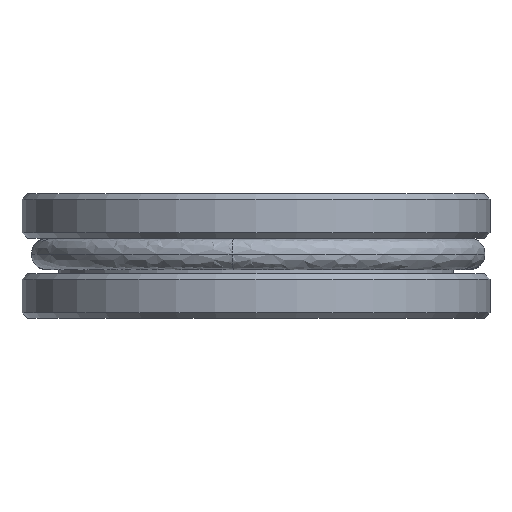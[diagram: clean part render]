
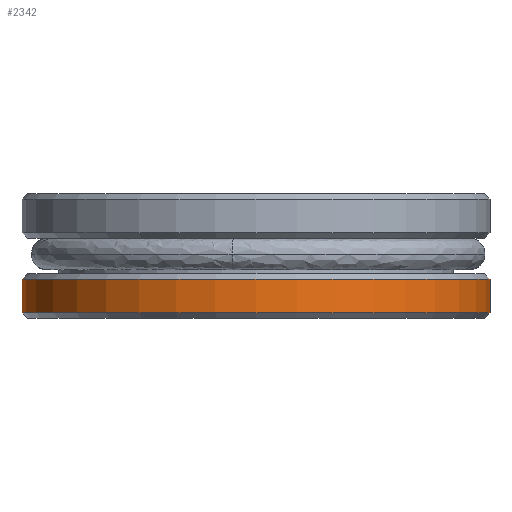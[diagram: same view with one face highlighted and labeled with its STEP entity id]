
A CAD part, front view. The second image highlights one B-rep face of the part: STEP entity #2342.
In plain terms, the highlighted cylindrical face has radius 13.145 mm (diameter 26.29 mm), a partial arc.
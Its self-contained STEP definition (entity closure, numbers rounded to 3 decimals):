
#696 = VECTOR ( 'NONE', #7774, 1000. ) ;
#1559 = AXIS2_PLACEMENT_3D ( 'NONE', #2900, #6387, #5020 ) ;
#1600 = DIRECTION ( 'NONE',  ( 0., 0., -1. ) ) ;
#1979 = VERTEX_POINT ( 'NONE', #2806 ) ;
#2342 = ADVANCED_FACE ( 'NONE', ( #7406 ), #8091, .T. ) ;
#2380 = VERTEX_POINT ( 'NONE', #9172 ) ;
#2806 = CARTESIAN_POINT ( 'NONE',  ( -14.017, -1.299, -7.225 ) ) ;
#2900 = CARTESIAN_POINT ( 'NONE',  ( -0.872, -1.299, -9.125 ) ) ;
#3361 = LINE ( 'NONE', #10264, #8286 ) ;
#3556 = ORIENTED_EDGE ( 'NONE', *, *, #5806, .T. ) ;
#3733 = AXIS2_PLACEMENT_3D ( 'NONE', #10894, #4837, #9908 ) ;
#4194 = CARTESIAN_POINT ( 'NONE',  ( -14.017, -1.299, -2.425 ) ) ;
#4439 = DIRECTION ( 'NONE',  ( 0., 0., -1. ) ) ;
#4837 = DIRECTION ( 'NONE',  ( 0., 0., -1. ) ) ;
#5020 = DIRECTION ( 'NONE',  ( 1., 0., 0. ) ) ;
#5555 = CARTESIAN_POINT ( 'NONE',  ( -14.017, -1.299, -9.125 ) ) ;
#5806 = EDGE_CURVE ( 'NONE', #1979, #10657, #5900, .T. ) ;
#5900 = LINE ( 'NONE', #4194, #696 ) ;
#5948 = EDGE_LOOP ( 'NONE', ( #10674, #10305, #3556, #8169 ) ) ;
#6267 = AXIS2_PLACEMENT_3D ( 'NONE', #6995, #4439, #9450 ) ;
#6387 = DIRECTION ( 'NONE',  ( 0., 0., 1. ) ) ;
#6467 = CIRCLE ( 'NONE', #1559, 13.145 ) ;
#6995 = CARTESIAN_POINT ( 'NONE',  ( -0.872, -1.299, -7.225 ) ) ;
#7336 = VERTEX_POINT ( 'NONE', #7492 ) ;
#7406 = FACE_OUTER_BOUND ( 'NONE', #5948, .T. ) ;
#7492 = CARTESIAN_POINT ( 'NONE',  ( 12.273, -1.299, -7.225 ) ) ;
#7774 = DIRECTION ( 'NONE',  ( 0., 0., -1. ) ) ;
#8091 = CYLINDRICAL_SURFACE ( 'NONE', #3733, 13.145 ) ;
#8169 = ORIENTED_EDGE ( 'NONE', *, *, #11086, .T. ) ;
#8242 = EDGE_CURVE ( 'NONE', #7336, #1979, #9000, .T. ) ;
#8286 = VECTOR ( 'NONE', #1600, 1000. ) ;
#8726 = EDGE_CURVE ( 'NONE', #7336, #2380, #3361, .T. ) ;
#9000 = CIRCLE ( 'NONE', #6267, 13.145 ) ;
#9172 = CARTESIAN_POINT ( 'NONE',  ( 12.273, -1.299, -9.125 ) ) ;
#9450 = DIRECTION ( 'NONE',  ( 1., 0., 0. ) ) ;
#9908 = DIRECTION ( 'NONE',  ( -1., 0., 0. ) ) ;
#10264 = CARTESIAN_POINT ( 'NONE',  ( 12.273, -1.299, -2.425 ) ) ;
#10305 = ORIENTED_EDGE ( 'NONE', *, *, #8242, .T. ) ;
#10657 = VERTEX_POINT ( 'NONE', #5555 ) ;
#10674 = ORIENTED_EDGE ( 'NONE', *, *, #8726, .F. ) ;
#10894 = CARTESIAN_POINT ( 'NONE',  ( -0.872, -1.299, -2.425 ) ) ;
#11086 = EDGE_CURVE ( 'NONE', #10657, #2380, #6467, .T. ) ;
